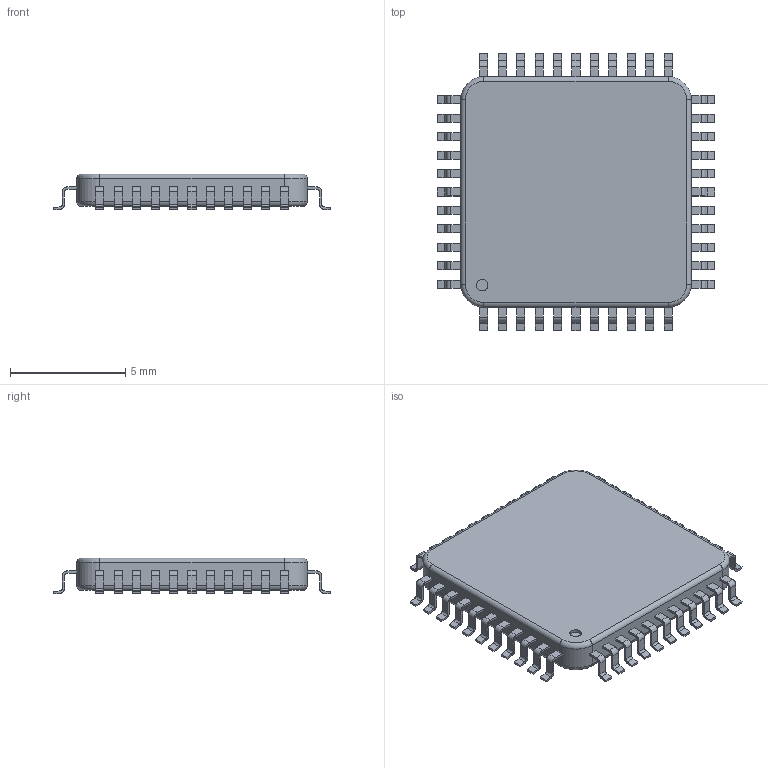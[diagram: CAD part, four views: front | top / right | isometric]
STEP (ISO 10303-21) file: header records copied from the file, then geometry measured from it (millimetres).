
FILE_DESCRIPTION(('FreeCAD Model'),'2;1');
FILE_NAME('LQFN_44_10x10x1.4mm_P0.8mm_EP5.2x5.2mm.step','2020-02-27T20:43:59',('Author') ,(''),'Open CASCADE STEP processor 7.3','FreeCAD','Unknown');
FILE_SCHEMA(('AUTOMOTIVE_DESIGN { 1 0 10303 214 1 1 1 1 }'));
Length unit declared in the file: millimetre
Products named in the file (5): Resine; Pin3; Pin4; Pin1; Pin2
Bounding box: 12.02 x 12.02 x 1.56 mm (x, y, z)
Volume: 140.8 mm3; surface area: 317.7 mm2
Topology: 45 solids, 45 shells, 644 faces, 1643 edges, 1090 vertices
Faces by surface type: plane 447, cylinder 189, torus 8
Full cylindrical faces by diameter (mm): 0.5 x1
Entity records: 19967 total; most frequent: CARTESIAN_POINT 3378, DIRECTION 3319, ORIENTED_EDGE 3286, EDGE_CURVE 1643, LINE 1257, VECTOR 1257, VERTEX_POINT 1090, AXIS2_PLACEMENT_3D 1031
